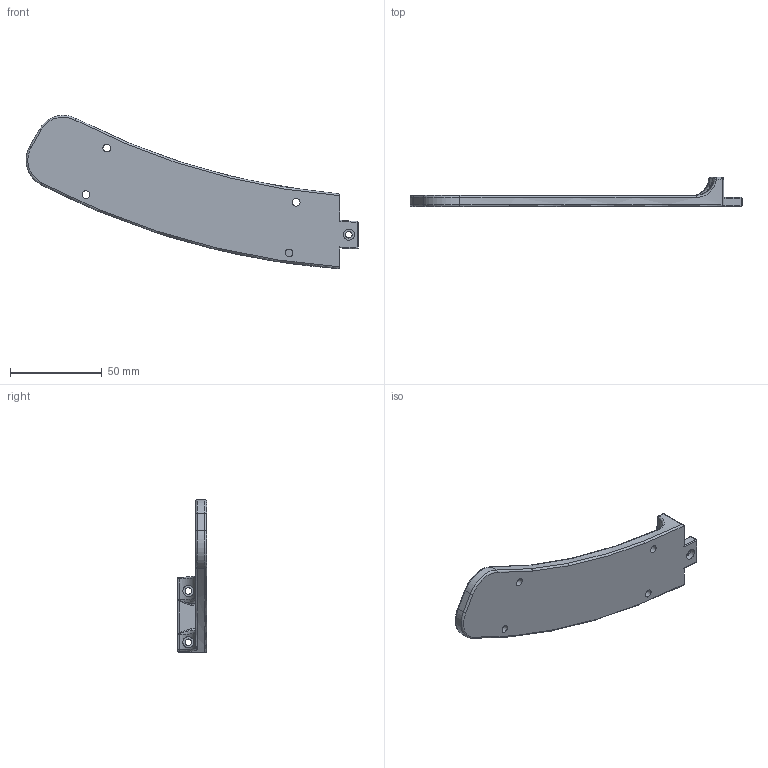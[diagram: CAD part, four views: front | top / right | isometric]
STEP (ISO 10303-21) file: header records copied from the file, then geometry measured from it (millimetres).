
FILE_DESCRIPTION(/* description */ (''),/* implementation_level */ '2;1');
FILE_NAME(/* name */ 'Slide Plate Left.step',/* time_stamp */ '2022-06-30T13:12:22-04:00',/* author */ (''),/* organization */ (''),/* preprocessor_version */ 'ST-DEVELOPER v19',/* originating_system */ 'Autodesk Translation Framework v11.7.0.108',/* authorisation */ '');
FILE_SCHEMA (('AUTOMOTIVE_DESIGN { 1 0 10303 214 3 1 1 }'));
Length unit declared in the file: millimetre
Products named in the file (1): Slide Plate
Bounding box: 181.3 x 16 x 83.65 mm (x, y, z)
Volume: 37705.6 mm3; surface area: 18778.1 mm2
Topology: 1 solids, 1 shells, 95 faces, 226 edges, 132 vertices
Faces by surface type: cylinder 38, torus 18, plane 15, bspline 12, sphere 8, cone 4
Full cylindrical faces by diameter (mm): 3.6 x3, 4.25 x4, 6 x3
Entity records: 3261 total; most frequent: CARTESIAN_POINT 1041, DIRECTION 474, ORIENTED_EDGE 448, EDGE_CURVE 224, AXIS2_PLACEMENT_3D 206, VERTEX_POINT 132, CIRCLE 120, EDGE_LOOP 110
